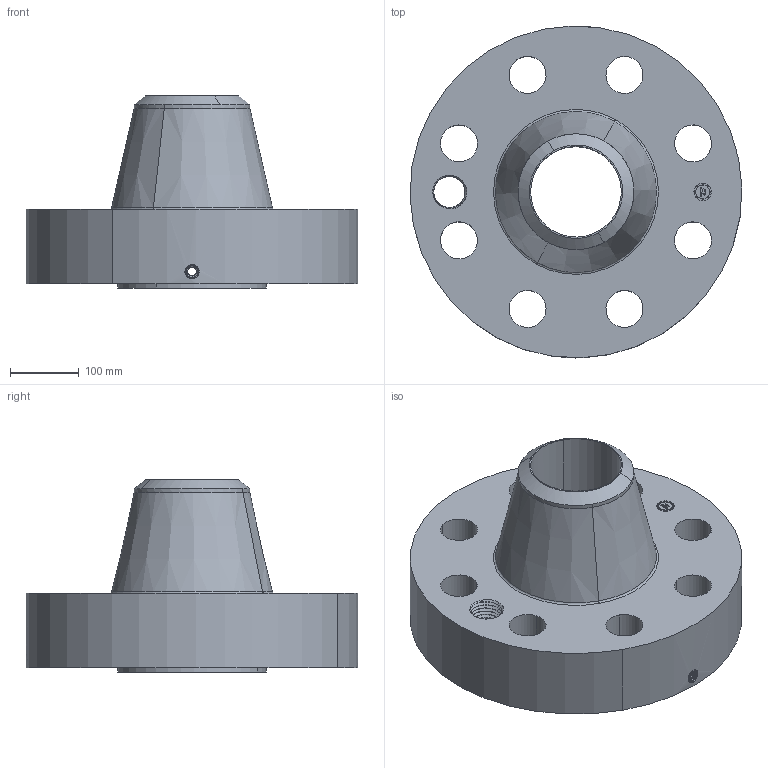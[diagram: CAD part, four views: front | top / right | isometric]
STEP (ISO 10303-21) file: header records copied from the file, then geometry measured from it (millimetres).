
FILE_DESCRIPTION(('3D STEP'),'2;1');
FILE_NAME('6-2500-RF-WELD-NECK-160-ORIF-FLANGE.stp','2013-11-04T04:50:14+00:00',('Texas Flange'),(''),'CATIA Version 5 Release 20 SP 6 (IN-10)','CATIA V5 STEP AP214','800-826-3801');
FILE_SCHEMA(('AUTOMOTIVE_DESIGN { 1 0 10303 214 1 1 1 1 }'));
Length unit declared in the file: inch
Products named in the file (1): 6-2500-RF-WELD-NECK-160-ORIF-FLANGE
Bounding box: 482.47 x 482.6 x 279.4 mm (x, y, z)
Volume: 19043925.6 mm3; surface area: 846131.6 mm2
Topology: 1 solids, 1 shells, 794 faces, 2154 edges, 1381 vertices
Faces by surface type: plane 369, bspline 269, cylinder 102, cone 48, revolution 4, torus 2
Entity records: 34207 total; most frequent: CARTESIAN_POINT 14651, ORIENTED_EDGE 4308, EDGE_CURVE 2154, DIRECTION 2075, VERTEX_POINT 1381, VECTOR 1189, LINE 1189, B_SPLINE_CURVE_WITH_KNOTS 853
